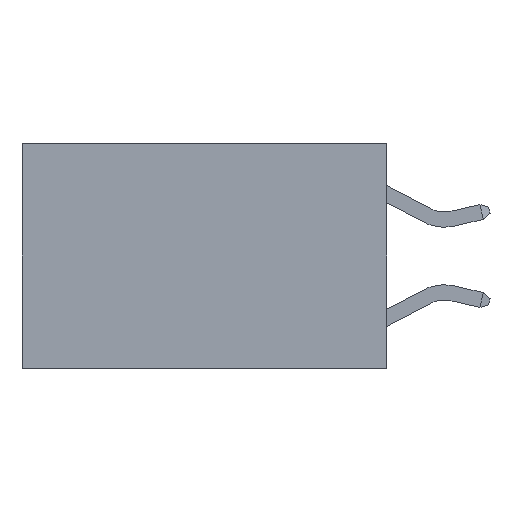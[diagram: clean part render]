
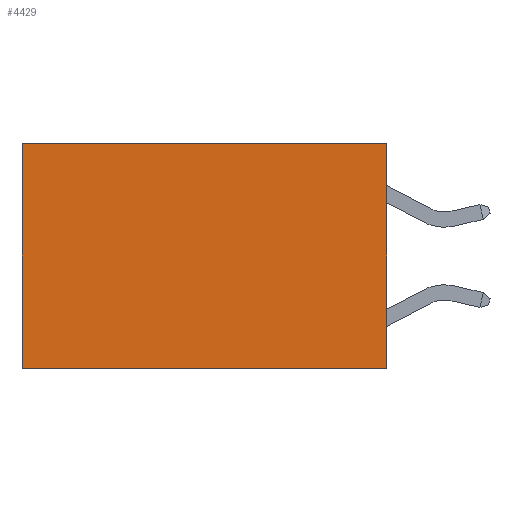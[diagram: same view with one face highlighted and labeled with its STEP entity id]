
A CAD part, left-side view. The second image highlights one B-rep face of the part: STEP entity #4429.
In plain terms, the highlighted planar face has unit normal (-1, 0, 0).
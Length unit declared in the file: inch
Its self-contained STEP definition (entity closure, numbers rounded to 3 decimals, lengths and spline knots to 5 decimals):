
#348 = ORIENTED_EDGE ( 'NONE', *, *, #8468, .T. ) ;
#382 = VERTEX_POINT ( 'NONE', #2324 ) ;
#481 = DIRECTION ( 'NONE',  ( 0., 0., -1. ) ) ;
#576 = AXIS2_PLACEMENT_3D ( 'NONE', #8209, #8156, #4251 ) ;
#734 = EDGE_CURVE ( 'NONE', #382, #8620, #6358, .T. ) ;
#988 = ORIENTED_EDGE ( 'NONE', *, *, #7762, .F. ) ;
#1097 = CARTESIAN_POINT ( 'NONE',  ( 0.2625, 0.6, 0. ) ) ;
#1658 = EDGE_LOOP ( 'NONE', ( #348, #4122, #988, #5716 ) ) ;
#1854 = FACE_OUTER_BOUND ( 'NONE', #1658, .T. ) ;
#1913 = VECTOR ( 'NONE', #9417, 39.37008 ) ;
#2094 = CARTESIAN_POINT ( 'NONE',  ( 0.2625, 0., -0.37 ) ) ;
#2113 = VECTOR ( 'NONE', #481, 39.37008 ) ;
#2324 = CARTESIAN_POINT ( 'NONE',  ( 0.2625, 0., 0. ) ) ;
#3041 = CARTESIAN_POINT ( 'NONE',  ( 0.2625, 0., -0.37 ) ) ;
#3749 = VECTOR ( 'NONE', #5785, 39.37008 ) ;
#4122 = ORIENTED_EDGE ( 'NONE', *, *, #6093, .F. ) ;
#4251 = DIRECTION ( 'NONE',  ( 0., 0., -1. ) ) ;
#4429 = ADVANCED_FACE ( 'NONE', ( #1854 ), #6485, .F. ) ;
#5269 = CARTESIAN_POINT ( 'NONE',  ( 0.2625, 0., 0. ) ) ;
#5636 = VECTOR ( 'NONE', #6456, 39.37008 ) ;
#5716 = ORIENTED_EDGE ( 'NONE', *, *, #734, .T. ) ;
#5785 = DIRECTION ( 'NONE',  ( 0., 0., -1. ) ) ;
#5836 = VERTEX_POINT ( 'NONE', #8260 ) ;
#6093 = EDGE_CURVE ( 'NONE', #7712, #5836, #6987, .T. ) ;
#6160 = LINE ( 'NONE', #5269, #2113 ) ;
#6358 = LINE ( 'NONE', #7819, #5636 ) ;
#6456 = DIRECTION ( 'NONE',  ( 0., 1., 0. ) ) ;
#6485 = PLANE ( 'NONE',  #576 ) ;
#6492 = CARTESIAN_POINT ( 'NONE',  ( 0.2625, 0.6, 0. ) ) ;
#6547 = LINE ( 'NONE', #6492, #3749 ) ;
#6987 = LINE ( 'NONE', #3041, #1913 ) ;
#7712 = VERTEX_POINT ( 'NONE', #2094 ) ;
#7762 = EDGE_CURVE ( 'NONE', #382, #7712, #6160, .T. ) ;
#7819 = CARTESIAN_POINT ( 'NONE',  ( 0.2625, 0., 0. ) ) ;
#8156 = DIRECTION ( 'NONE',  ( 1., 0., 0. ) ) ;
#8209 = CARTESIAN_POINT ( 'NONE',  ( 0.2625, 0., 0. ) ) ;
#8260 = CARTESIAN_POINT ( 'NONE',  ( 0.2625, 0.6, -0.37 ) ) ;
#8468 = EDGE_CURVE ( 'NONE', #8620, #5836, #6547, .T. ) ;
#8620 = VERTEX_POINT ( 'NONE', #1097 ) ;
#9417 = DIRECTION ( 'NONE',  ( 0., 1., 0. ) ) ;
